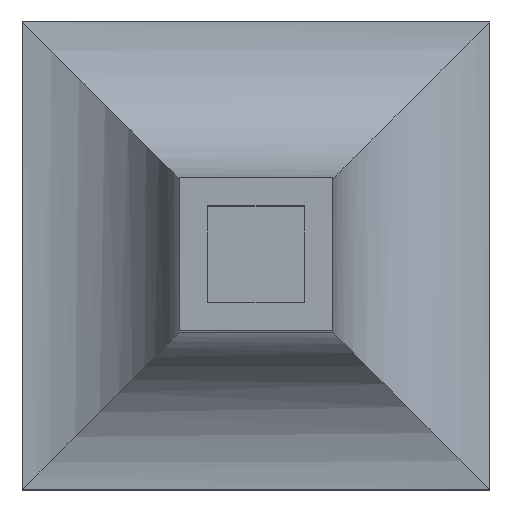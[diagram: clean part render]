
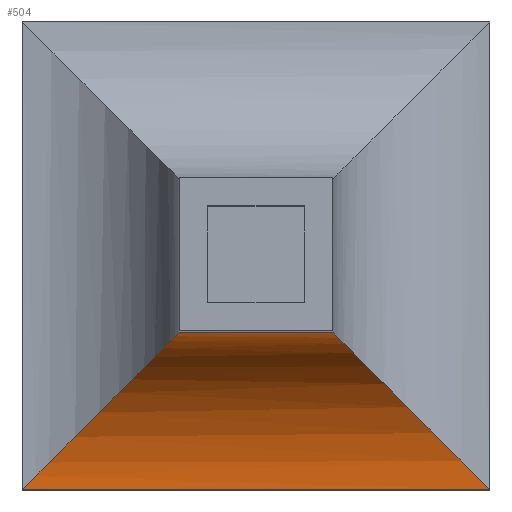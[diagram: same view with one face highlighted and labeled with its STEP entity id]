
A CAD part, top view. The second image highlights one B-rep face of the part: STEP entity #504.
In plain terms, the highlighted cylindrical face has radius 8 mm (diameter 16 mm), a partial arc.
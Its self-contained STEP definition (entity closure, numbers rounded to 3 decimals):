
#70=FACE_OUTER_BOUND('',#107,.T.);
#107=EDGE_LOOP('',(#366,#367,#368,#369));
#157=LINE('',#799,#202);
#158=LINE('',#800,#203);
#202=VECTOR('',#635,10.);
#203=VECTOR('',#636,10.);
#242=ELLIPSE('',#554,11.314,8.);
#244=ELLIPSE('',#558,11.314,8.);
#247=VERTEX_POINT('',#781);
#248=VERTEX_POINT('',#783);
#251=VERTEX_POINT('',#793);
#252=VERTEX_POINT('',#794);
#289=EDGE_CURVE('',#248,#247,#242,.T.);
#294=EDGE_CURVE('',#251,#252,#244,.T.);
#297=EDGE_CURVE('',#251,#247,#157,.T.);
#298=EDGE_CURVE('',#248,#252,#158,.T.);
#366=ORIENTED_EDGE('',*,*,#289,.T.);
#367=ORIENTED_EDGE('',*,*,#297,.F.);
#368=ORIENTED_EDGE('',*,*,#294,.T.);
#369=ORIENTED_EDGE('',*,*,#298,.F.);
#491=CYLINDRICAL_SURFACE('',#559,8.);
#504=ADVANCED_FACE('',(#70),#491,.F.);
#554=AXIS2_PLACEMENT_3D('',#784,#618,#619);
#558=AXIS2_PLACEMENT_3D('',#795,#629,#630);
#559=AXIS2_PLACEMENT_3D('',#798,#633,#634);
#618=DIRECTION('center_axis',(-0.707,0.707,0.));
#619=DIRECTION('ref_axis',(-0.707,-0.707,0.));
#629=DIRECTION('center_axis',(0.707,0.707,0.));
#630=DIRECTION('ref_axis',(0.707,-0.707,0.));
#633=DIRECTION('center_axis',(-1.,0.,0.));
#634=DIRECTION('ref_axis',(0.,0.,-1.));
#635=DIRECTION('',(-1.,0.,0.));
#636=DIRECTION('',(1.,0.,0.));
#781=CARTESIAN_POINT('',(-8.,-8.,-54.4));
#783=CARTESIAN_POINT('',(0.,0.,-46.4));
#784=CARTESIAN_POINT('Origin',(-8.,-8.,-46.4));
#793=CARTESIAN_POINT('',(15.8,-8.,-54.4));
#794=CARTESIAN_POINT('',(7.8,0.,-46.4));
#795=CARTESIAN_POINT('Origin',(15.8,-8.,-46.4));
#798=CARTESIAN_POINT('Origin',(15.8,-8.,-46.4));
#799=CARTESIAN_POINT('',(15.8,-8.,-54.4));
#800=CARTESIAN_POINT('',(5.85,0.,-46.4));
